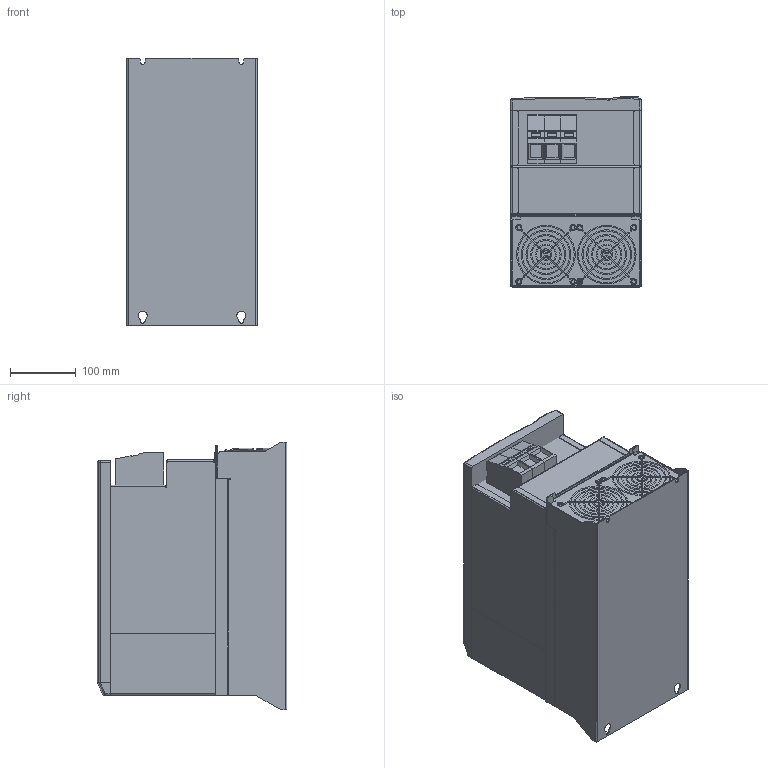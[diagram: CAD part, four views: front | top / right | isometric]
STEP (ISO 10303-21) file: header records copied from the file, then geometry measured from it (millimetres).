
FILE_DESCRIPTION (( 'STEP AP214' ), '1' );
FILE_NAME ('E0H6000-AD00 COMBIVERT MIT KÜHLKÖRPER.STEP', '2014-06-18T14:04:47', ( '' ), ( '' ), 'SwSTEP 2.0', 'SolidWorks 2013', '' );
FILE_SCHEMA (( 'AUTOMOTIVE_DESIGN' ));
Length unit declared in the file: millimetre
Products named in the file (1): E0H6000-AD00 COMBIVERT MIT K軫LK烼PER
Bounding box: 199 x 289.1 x 407 mm (x, y, z)
Surface area: 1034706 mm2 (no closed solid volume)
Topology: 0 solids, 93 shells, 670 faces, 2282 edges, 1660 vertices
Faces by surface type: plane 436, cylinder 143, torus 54, bspline 20, cone 11, sphere 6
Full cylindrical faces by diameter (mm): 1 x5, 1.778 x16, 2.5 x2, 4.2 x2, 6 x1, 6.4 x1, 10 x1
Entity records: 31883 total; most frequent: CARTESIAN_POINT 6045, DIRECTION 3659, ORIENTED_EDGE 3278, EDGE_CURVE 2172, VERTEX_POINT 1643, VECTOR 1609, LINE 1609, AXIS2_PLACEMENT_3D 1025
